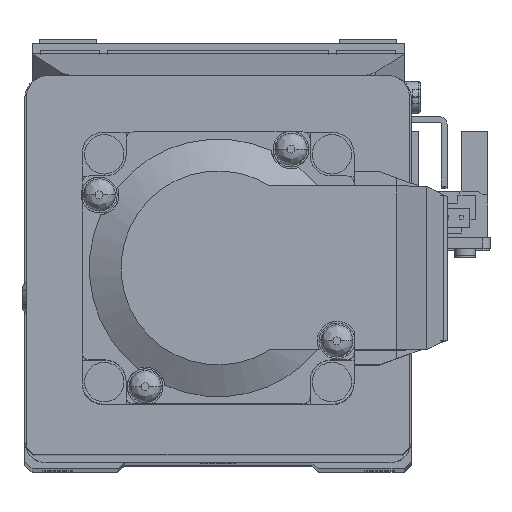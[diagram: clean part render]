
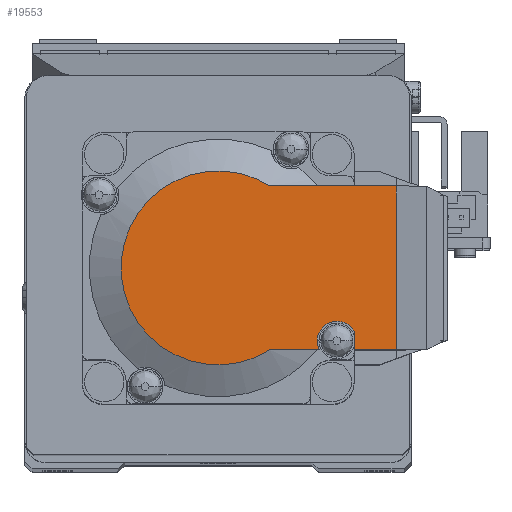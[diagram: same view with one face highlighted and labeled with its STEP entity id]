
A CAD part, top view. The second image highlights one B-rep face of the part: STEP entity #19553.
In plain terms, the highlighted face is planar.
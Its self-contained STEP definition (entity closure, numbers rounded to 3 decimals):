
#246 = VERTEX_POINT ( 'NONE', #17535 ) ;
#326 = DIRECTION ( 'NONE',  ( 0., 1., 0. ) ) ;
#1076 = CARTESIAN_POINT ( 'NONE',  ( 0., 92., 11.45 ) ) ;
#1688 = AXIS2_PLACEMENT_3D ( 'NONE', #57963, #326, #52098 ) ;
#3443 = DIRECTION ( 'NONE',  ( 0., 0., -1. ) ) ;
#4242 = EDGE_CURVE ( 'NONE', #11723, #61536, #15269, .T. ) ;
#5489 = CIRCLE ( 'NONE', #10735, 13.551 ) ;
#7110 = DIRECTION ( 'NONE',  ( -1., 0., 0. ) ) ;
#7371 = LINE ( 'NONE', #39879, #55844 ) ;
#8969 = LINE ( 'NONE', #38116, #59065 ) ;
#9245 = VERTEX_POINT ( 'NONE', #36236 ) ;
#9781 = VECTOR ( 'NONE', #57648, 1000. ) ;
#10735 = AXIS2_PLACEMENT_3D ( 'NONE', #52387, #21579, #62385 ) ;
#11723 = VERTEX_POINT ( 'NONE', #63455 ) ;
#11759 = ORIENTED_EDGE ( 'NONE', *, *, #17744, .F. ) ;
#15269 = LINE ( 'NONE', #17654, #63752 ) ;
#15914 = LINE ( 'NONE', #1076, #32947 ) ;
#16071 = CARTESIAN_POINT ( 'NONE',  ( 24.9, 92., 11.45 ) ) ;
#17535 = CARTESIAN_POINT ( 'NONE',  ( 14.151, 92., 11.45 ) ) ;
#17654 = CARTESIAN_POINT ( 'NONE',  ( 24.9, 92., 0. ) ) ;
#17744 = EDGE_CURVE ( 'NONE', #9245, #66145, #5489, .T. ) ;
#19553 = ADVANCED_FACE ( 'NONE', ( #39857 ), #44152, .F. ) ;
#20334 = VERTEX_POINT ( 'NONE', #40066 ) ;
#21579 = DIRECTION ( 'NONE',  ( 0., -1., 0. ) ) ;
#23511 = CARTESIAN_POINT ( 'NONE',  ( 19., 92., 8.857 ) ) ;
#27740 = EDGE_CURVE ( 'NONE', #60932, #20334, #42705, .T. ) ;
#28418 = ORIENTED_EDGE ( 'NONE', *, *, #36110, .T. ) ;
#28998 = AXIS2_PLACEMENT_3D ( 'NONE', #49591, #39703, #3443 ) ;
#32753 = EDGE_CURVE ( 'NONE', #44940, #60932, #7371, .T. ) ;
#32874 = EDGE_CURVE ( 'NONE', #246, #9245, #40513, .T. ) ;
#32947 = VECTOR ( 'NONE', #62615, 1000. ) ;
#33085 = ORIENTED_EDGE ( 'NONE', *, *, #4242, .F. ) ;
#35355 = EDGE_LOOP ( 'NONE', ( #51353, #33085, #28418, #11759, #48712, #66232, #48312, #66611 ) ) ;
#36110 = EDGE_CURVE ( 'NONE', #11723, #66145, #8969, .T. ) ;
#36236 = CARTESIAN_POINT ( 'NONE',  ( 7.247, 92., 11.45 ) ) ;
#37963 = EDGE_CURVE ( 'NONE', #20334, #246, #39472, .T. ) ;
#38116 = CARTESIAN_POINT ( 'NONE',  ( 0., 92., -11.45 ) ) ;
#39448 = CARTESIAN_POINT ( 'NONE',  ( 0., 92., 0. ) ) ;
#39472 = CIRCLE ( 'NONE', #28998, 2.75 ) ;
#39703 = DIRECTION ( 'NONE',  ( 0., 1., 0. ) ) ;
#39857 = FACE_OUTER_BOUND ( 'NONE', #35355, .T. ) ;
#39879 = CARTESIAN_POINT ( 'NONE',  ( 19., 92., 0. ) ) ;
#40066 = CARTESIAN_POINT ( 'NONE',  ( 16.6, 92., 7.45 ) ) ;
#40513 = LINE ( 'NONE', #62649, #9781 ) ;
#42705 = CIRCLE ( 'NONE', #1688, 2.75 ) ;
#43942 = DIRECTION ( 'NONE',  ( 0., -1., 0. ) ) ;
#44152 = PLANE ( 'NONE',  #66676 ) ;
#44940 = VERTEX_POINT ( 'NONE', #45087 ) ;
#45087 = CARTESIAN_POINT ( 'NONE',  ( 19., 92., 11.45 ) ) ;
#48312 = ORIENTED_EDGE ( 'NONE', *, *, #27740, .F. ) ;
#48712 = ORIENTED_EDGE ( 'NONE', *, *, #32874, .F. ) ;
#49591 = CARTESIAN_POINT ( 'NONE',  ( 16.6, 92., 10.2 ) ) ;
#51353 = ORIENTED_EDGE ( 'NONE', *, *, #60003, .F. ) ;
#52098 = DIRECTION ( 'NONE',  ( 0., 0., -1. ) ) ;
#52387 = CARTESIAN_POINT ( 'NONE',  ( 0., 92., 0. ) ) ;
#55628 = DIRECTION ( 'NONE',  ( 0., 0., -1. ) ) ;
#55844 = VECTOR ( 'NONE', #55628, 1000. ) ;
#57174 = CARTESIAN_POINT ( 'NONE',  ( 7.247, 92., -11.45 ) ) ;
#57648 = DIRECTION ( 'NONE',  ( -1., 0., 0. ) ) ;
#57963 = CARTESIAN_POINT ( 'NONE',  ( 16.6, 92., 10.2 ) ) ;
#59065 = VECTOR ( 'NONE', #7110, 1000. ) ;
#59295 = DIRECTION ( 'NONE',  ( 0., 0., 1. ) ) ;
#60003 = EDGE_CURVE ( 'NONE', #61536, #44940, #15914, .T. ) ;
#60932 = VERTEX_POINT ( 'NONE', #23511 ) ;
#61536 = VERTEX_POINT ( 'NONE', #16071 ) ;
#62385 = DIRECTION ( 'NONE',  ( 1., 0., 0. ) ) ;
#62615 = DIRECTION ( 'NONE',  ( -1., 0., 0. ) ) ;
#62649 = CARTESIAN_POINT ( 'NONE',  ( 0., 92., 11.45 ) ) ;
#63455 = CARTESIAN_POINT ( 'NONE',  ( 24.9, 92., -11.45 ) ) ;
#63752 = VECTOR ( 'NONE', #59295, 1000. ) ;
#65396 = DIRECTION ( 'NONE',  ( 0., 0., -1. ) ) ;
#66145 = VERTEX_POINT ( 'NONE', #57174 ) ;
#66232 = ORIENTED_EDGE ( 'NONE', *, *, #37963, .F. ) ;
#66611 = ORIENTED_EDGE ( 'NONE', *, *, #32753, .F. ) ;
#66676 = AXIS2_PLACEMENT_3D ( 'NONE', #39448, #43942, #65396 ) ;
